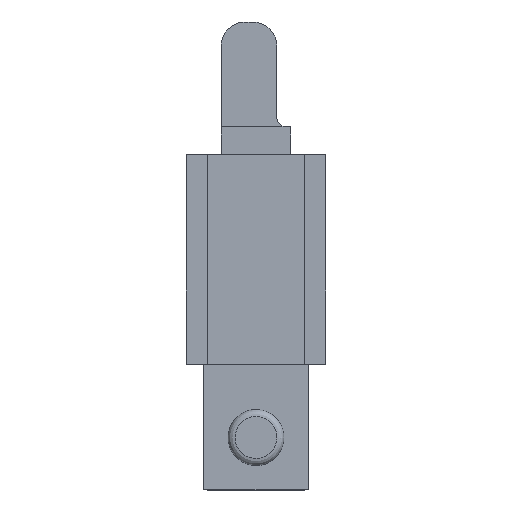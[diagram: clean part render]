
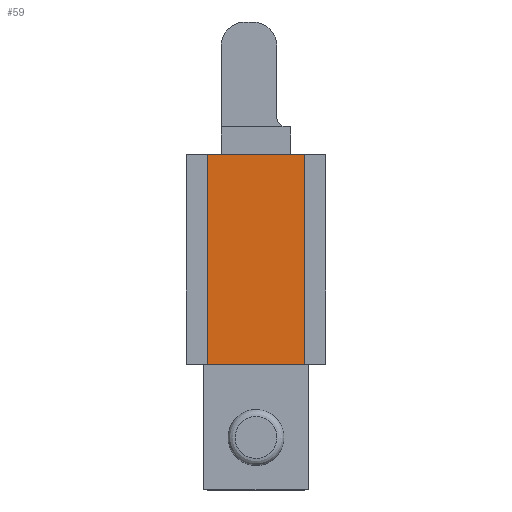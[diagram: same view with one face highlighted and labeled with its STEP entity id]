
A CAD part, top view. The second image highlights one B-rep face of the part: STEP entity #59.
In plain terms, the highlighted free-form (B-spline) face has degree [1, 1] with [2, 2] control points.
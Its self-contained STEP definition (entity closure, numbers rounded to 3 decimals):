
#59=ADVANCED_FACE('',(#113),#1375,.T.);
#113=FACE_OUTER_BOUND('',#168,.T.);
#168=EDGE_LOOP('',(#366,#367,#368,#369,#370,#371));
#366=ORIENTED_EDGE('',*,*,#1224,.T.);
#367=ORIENTED_EDGE('',*,*,#1225,.T.);
#368=ORIENTED_EDGE('',*,*,#1134,.F.);
#369=ORIENTED_EDGE('',*,*,#1226,.T.);
#370=ORIENTED_EDGE('',*,*,#1171,.F.);
#371=ORIENTED_EDGE('',*,*,#1220,.F.);
#484=PCURVE('',#1365,#745);
#539=PCURVE('',#1343,#800);
#631=PCURVE('',#1346,#892);
#641=PCURVE('',#1375,#902);
#642=PCURVE('',#1375,#903);
#643=PCURVE('',#1375,#904);
#644=PCURVE('',#1375,#905);
#645=PCURVE('',#1375,#906);
#646=PCURVE('',#1375,#907);
#667=PCURVE('',#1348,#928);
#676=PCURVE('',#1361,#937);
#710=PCURVE('',#1348,#971);
#745=DEFINITIONAL_REPRESENTATION('',(#1436),#3282);
#800=DEFINITIONAL_REPRESENTATION('',(#1523),#3282);
#892=DEFINITIONAL_REPRESENTATION('',(#1657),#3282);
#902=DEFINITIONAL_REPRESENTATION('',(#1671),#3282);
#903=DEFINITIONAL_REPRESENTATION('',(#1673),#3282);
#904=DEFINITIONAL_REPRESENTATION('',(#1674),#3282);
#905=DEFINITIONAL_REPRESENTATION('',(#1676),#3282);
#906=DEFINITIONAL_REPRESENTATION('',(#1677),#3282);
#907=DEFINITIONAL_REPRESENTATION('',(#1678),#3282);
#928=DEFINITIONAL_REPRESENTATION('',(#1710),#3282);
#937=DEFINITIONAL_REPRESENTATION('',(#1721),#3282);
#971=DEFINITIONAL_REPRESENTATION('',(#1760),#3282);
#1001=SURFACE_CURVE('',#1435,(#484,#643),.PCURVE_S1.);
#1038=SURFACE_CURVE('',#1522,(#539,#645),.PCURVE_S1.);
#1087=SURFACE_CURVE('',#1656,(#631,#646),.PCURVE_S1.);
#1091=SURFACE_CURVE('',#1670,(#641,#676),.PCURVE_S1.);
#1092=SURFACE_CURVE('',#1672,(#642,#667),.PCURVE_S1.);
#1093=SURFACE_CURVE('',#1675,(#644,#710),.PCURVE_S1.);
#1134=EDGE_CURVE('',#1250,#1249,#1001,.T.);
#1171=EDGE_CURVE('',#1308,#1309,#1038,.T.);
#1220=EDGE_CURVE('',#1316,#1308,#1087,.T.);
#1224=EDGE_CURVE('',#1316,#1317,#1091,.T.);
#1225=EDGE_CURVE('',#1317,#1249,#1092,.T.);
#1226=EDGE_CURVE('',#1250,#1309,#1093,.T.);
#1249=VERTEX_POINT('',#2052);
#1250=VERTEX_POINT('',#2053);
#1308=VERTEX_POINT('',#2111);
#1309=VERTEX_POINT('',#2112);
#1316=VERTEX_POINT('',#2119);
#1317=VERTEX_POINT('',#2120);
#1343=B_SPLINE_SURFACE_WITH_KNOTS('',1,1,((#1859,#1860),(#1861,#1862)),
 .UNSPECIFIED.,.F.,.F.,.F.,(2,2),(2,2),(3.,33.),(0.,2.5),.UNSPECIFIED.);
#1346=B_SPLINE_SURFACE_WITH_KNOTS('',1,1,((#1871,#1872),(#1873,#1874)),
 .UNSPECIFIED.,.F.,.F.,.F.,(2,2),(2,2),(0.,15.),(0.,4.),.UNSPECIFIED.);
#1348=B_SPLINE_SURFACE_WITH_KNOTS('',1,1,((#1879,#1880),(#1881,#1882)),
 .UNSPECIFIED.,.F.,.F.,.F.,(2,2),(2,2),(45.,60.),(0.,4.),.UNSPECIFIED.);
#1361=B_SPLINE_SURFACE_WITH_KNOTS('',1,1,((#1949,#1950),(#1951,#1952)),
 .UNSPECIFIED.,.F.,.F.,.F.,(2,2),(2,2),(33.,63.),(0.,2.5),.UNSPECIFIED.);
#1365=B_SPLINE_SURFACE_WITH_KNOTS('',1,1,((#1971,#1972),(#1973,#1974)),
 .UNSPECIFIED.,.F.,.F.,.F.,(2,2),(2,2),(0.,10.),(0.,4.),.UNSPECIFIED.);
#1375=B_SPLINE_SURFACE_WITH_KNOTS('',1,1,((#2038,#2039),(#2040,#2041)),
 .UNSPECIFIED.,.F.,.F.,.F.,(2,2),(2,2),(0.,15.),(0.,30.),.UNSPECIFIED.);
#1435=B_SPLINE_CURVE_WITH_KNOTS('',1,(#2222,#2223),.UNSPECIFIED.,.F.,.F.,
(2,2),(0.,10.),.UNSPECIFIED.);
#1436=B_SPLINE_CURVE_WITH_KNOTS('',1,(#2224,#2225),.UNSPECIFIED.,.F.,.F.,
(2,2),(0.,10.),.UNSPECIFIED.);
#1522=B_SPLINE_CURVE_WITH_KNOTS('',1,(#2717,#2718),.UNSPECIFIED.,.F.,.F.,
(2,2),(0.,30.),.UNSPECIFIED.);
#1523=B_SPLINE_CURVE_WITH_KNOTS('',1,(#2719,#2720),.UNSPECIFIED.,.F.,.F.,
(2,2),(0.,30.),.UNSPECIFIED.);
#1656=B_SPLINE_CURVE_WITH_KNOTS('',1,(#3039,#3040),.UNSPECIFIED.,.F.,.F.,
(2,2),(-14.5,-0.5),.UNSPECIFIED.);
#1657=B_SPLINE_CURVE_WITH_KNOTS('',1,(#3041,#3042),.UNSPECIFIED.,.F.,.F.,
(2,2),(-14.5,-0.5),.UNSPECIFIED.);
#1670=B_SPLINE_CURVE_WITH_KNOTS('',1,(#3067,#3068),.UNSPECIFIED.,.F.,.F.,
(2,2),(-63.,-33.),.UNSPECIFIED.);
#1671=B_SPLINE_CURVE_WITH_KNOTS('',1,(#3069,#3070),.UNSPECIFIED.,.F.,.F.,
(2,2),(-63.,-33.),.UNSPECIFIED.);
#1672=B_SPLINE_CURVE_WITH_KNOTS('',1,(#3071,#3072),.UNSPECIFIED.,.F.,.F.,
(2,2),(45.5,47.5),.UNSPECIFIED.);
#1673=B_SPLINE_CURVE_WITH_KNOTS('',1,(#3073,#3074),.UNSPECIFIED.,.F.,.F.,
(2,2),(45.5,47.5),.UNSPECIFIED.);
#1674=B_SPLINE_CURVE_WITH_KNOTS('',1,(#3075,#3076),.UNSPECIFIED.,.F.,.F.,
(2,2),(0.,10.),.UNSPECIFIED.);
#1675=B_SPLINE_CURVE_WITH_KNOTS('',1,(#3077,#3078),.UNSPECIFIED.,.F.,.F.,
(2,2),(57.5,59.5),.UNSPECIFIED.);
#1676=B_SPLINE_CURVE_WITH_KNOTS('',1,(#3079,#3080),.UNSPECIFIED.,.F.,.F.,
(2,2),(57.5,59.5),.UNSPECIFIED.);
#1677=B_SPLINE_CURVE_WITH_KNOTS('',1,(#3081,#3082),.UNSPECIFIED.,.F.,.F.,
(2,2),(0.,30.),.UNSPECIFIED.);
#1678=B_SPLINE_CURVE_WITH_KNOTS('',1,(#3083,#3084),.UNSPECIFIED.,.F.,.F.,
(2,2),(-14.5,-0.5),.UNSPECIFIED.);
#1710=B_SPLINE_CURVE_WITH_KNOTS('',1,(#3147,#3148),.UNSPECIFIED.,.F.,.F.,
(2,2),(45.5,47.5),.UNSPECIFIED.);
#1721=B_SPLINE_CURVE_WITH_KNOTS('',1,(#3169,#3170),.UNSPECIFIED.,.F.,.F.,
(2,2),(-63.,-33.),.UNSPECIFIED.);
#1760=B_SPLINE_CURVE_WITH_KNOTS('',1,(#3251,#3252),.UNSPECIFIED.,.F.,.F.,
(2,2),(57.5,59.5),.UNSPECIFIED.);
#1859=CARTESIAN_POINT('',(0.,18.,7.5));
#1860=CARTESIAN_POINT('',(0.,18.,10.));
#1861=CARTESIAN_POINT('',(0.,48.,7.5));
#1862=CARTESIAN_POINT('',(0.,48.,10.));
#1871=CARTESIAN_POINT('',(-0.5,18.,5.));
#1872=CARTESIAN_POINT('',(-0.5,18.,9.));
#1873=CARTESIAN_POINT('',(14.5,18.,5.));
#1874=CARTESIAN_POINT('',(14.5,18.,9.));
#1879=CARTESIAN_POINT('',(14.5,48.,5.));
#1880=CARTESIAN_POINT('',(14.5,48.,9.));
#1881=CARTESIAN_POINT('',(-0.5,48.,5.));
#1882=CARTESIAN_POINT('',(-0.5,48.,9.));
#1949=CARTESIAN_POINT('',(14.,48.,7.5));
#1950=CARTESIAN_POINT('',(14.,48.,10.));
#1951=CARTESIAN_POINT('',(14.,18.,7.5));
#1952=CARTESIAN_POINT('',(14.,18.,10.));
#1971=CARTESIAN_POINT('',(2.,48.,9.));
#1972=CARTESIAN_POINT('',(2.,52.,9.));
#1973=CARTESIAN_POINT('',(12.,48.,9.));
#1974=CARTESIAN_POINT('',(12.,52.,9.));
#2038=CARTESIAN_POINT('',(-0.5,18.,9.));
#2039=CARTESIAN_POINT('',(-0.5,48.,9.));
#2040=CARTESIAN_POINT('',(14.5,18.,9.));
#2041=CARTESIAN_POINT('',(14.5,48.,9.));
#2052=CARTESIAN_POINT('',(12.,48.,9.));
#2053=CARTESIAN_POINT('',(2.,48.,9.));
#2111=CARTESIAN_POINT('',(0.,18.,9.));
#2112=CARTESIAN_POINT('',(0.,48.,9.));
#2119=CARTESIAN_POINT('',(14.,18.,9.));
#2120=CARTESIAN_POINT('',(14.,48.,9.));
#2222=CARTESIAN_POINT('',(2.,48.,9.));
#2223=CARTESIAN_POINT('',(12.,48.,9.));
#2224=CARTESIAN_POINT('',(0.,0.));
#2225=CARTESIAN_POINT('',(10.,0.));
#2717=CARTESIAN_POINT('',(0.,18.,9.));
#2718=CARTESIAN_POINT('',(0.,48.,9.));
#2719=CARTESIAN_POINT('',(3.,1.5));
#2720=CARTESIAN_POINT('',(33.,1.5));
#3039=CARTESIAN_POINT('',(14.,18.,9.));
#3040=CARTESIAN_POINT('',(0.,18.,9.));
#3041=CARTESIAN_POINT('',(14.5,4.));
#3042=CARTESIAN_POINT('',(0.5,4.));
#3067=CARTESIAN_POINT('',(14.,18.,9.));
#3068=CARTESIAN_POINT('',(14.,48.,9.));
#3069=CARTESIAN_POINT('',(14.5,0.));
#3070=CARTESIAN_POINT('',(14.5,30.));
#3071=CARTESIAN_POINT('',(14.,48.,9.));
#3072=CARTESIAN_POINT('',(12.,48.,9.));
#3073=CARTESIAN_POINT('',(14.5,30.));
#3074=CARTESIAN_POINT('',(12.5,30.));
#3075=CARTESIAN_POINT('',(2.5,30.));
#3076=CARTESIAN_POINT('',(12.5,30.));
#3077=CARTESIAN_POINT('',(2.,48.,9.));
#3078=CARTESIAN_POINT('',(0.,48.,9.));
#3079=CARTESIAN_POINT('',(2.5,30.));
#3080=CARTESIAN_POINT('',(0.5,30.));
#3081=CARTESIAN_POINT('',(0.5,0.));
#3082=CARTESIAN_POINT('',(0.5,30.));
#3083=CARTESIAN_POINT('',(14.5,0.));
#3084=CARTESIAN_POINT('',(0.5,0.));
#3147=CARTESIAN_POINT('',(45.5,4.));
#3148=CARTESIAN_POINT('',(47.5,4.));
#3169=CARTESIAN_POINT('',(63.,1.5));
#3170=CARTESIAN_POINT('',(33.,1.5));
#3251=CARTESIAN_POINT('',(57.5,4.));
#3252=CARTESIAN_POINT('',(59.5,4.));
#3282=(
GEOMETRIC_REPRESENTATION_CONTEXT(2)
PARAMETRIC_REPRESENTATION_CONTEXT()
REPRESENTATION_CONTEXT('pspace','')
);
